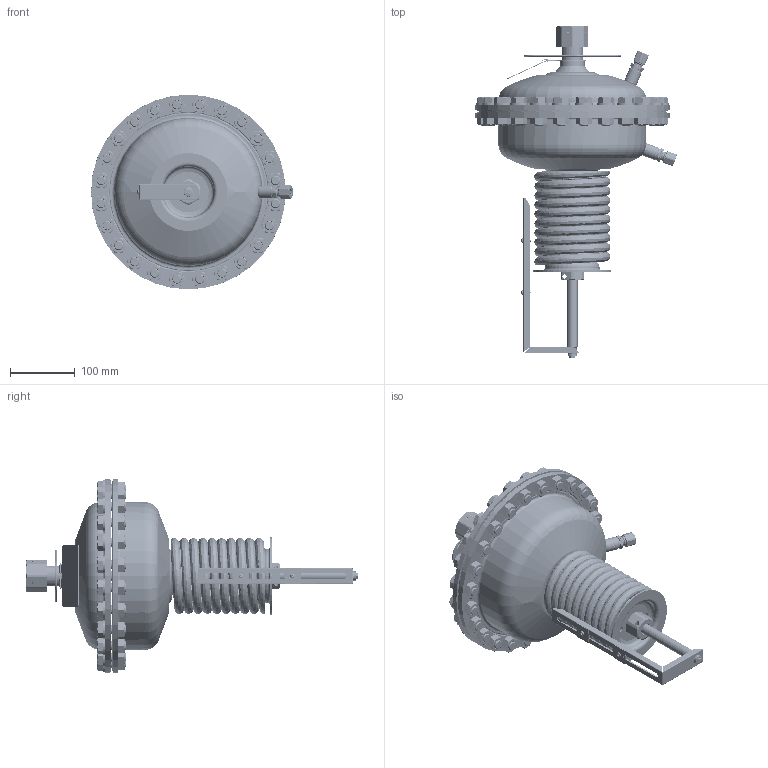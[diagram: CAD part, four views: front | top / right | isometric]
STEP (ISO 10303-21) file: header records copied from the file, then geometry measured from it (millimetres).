
FILE_DESCRIPTION((''),'2;1');
FILE_NAME('003G5700_AFPA2_320CM2_PN40_RED_ASM','2024-03-25T14:26:50',('U384264'),('Danfoss'),'CREO PARAMETRIC BY PTC INC, 2022124','CREO PARAMETRIC BY PTC INC, 2022124','');
FILE_SCHEMA(('CONFIG_CONTROL_DESIGN'));
Length unit declared in the file: millimetre
Products named in the file (45): 88670140_HOUSING320_PN40_IPLUS_AF1; 88673420_TUBE_FI38X10X_77_AFA_AF0; WELD_320_6MM_2_INST_AF1; WELD_320_6MM_INST_AF1; 88671680_PRESSURE_CONNECTOR_6MM_AF2; WELD_PRESS_CON_6MM_AF2; 88672140_COV_AFA_320_PN40_PLUS_ASM; 88670150_HOUSING320_PN40_MINUS_AF1; 88673410_TUBE_FI38X10X33_AF6; WELD_320_6MM_2_INST_AF2; WELD_320_6MM_INST_AF2; 88671680_PRESSURE_CONNECTOR_6MM; WELD_PRESS_CON_6MM; 88672150_COV_AFA_320_PN40_MINUS_ASM; 88673720_GASKET_PA_320_PN40; 88671050_SETTING_SPINDLE_AFA; 88671700_GUIDING_BUSH_PA; 88670330_SPRING_HOLDER_AFA2; 5221571; 88673140_I1; 88670310_SPRING_HOLDER_PA_AFA; 88671080_SETTING_NUT_AFA; 5521168; 5195021; 5454051; WALTER_CONNECTION; WALTER_PROFILE_RING; WALTER_CONNECTION_NUT; 8863078_ASM; 88630650_TUBE_CONN_2_0_DA_ASM; 88670600_CONNECTING_NUT_G1_1_4; 55511011; 51817300; FLAT_WASHER_DIN433_M14X2_5; HEX_NUT_DIN934_BN118_M14X1_5; 88673340_SCALE_COMPENSATOR_AFX; 8867345_SCALE_HOLDER_PA; 51817250; 8867348_SETTING_SCALE_PA; 88673470_SQUARE_NUT_HOLDER_PA ...
Assembly tree (120 placements, depth 4):
  003G5700_AFPA2_320CM2_PN40_RED_ASM
    88672140_COV_AFA_320_PN40_PLUS_ASM
      88670140_HOUSING320_PN40_IPLUS_AF1
      88673420_TUBE_FI38X10X_77_AFA_AF0
      WELD_320_6MM_2_INST_AF1
      WELD_320_6MM_INST_AF1
      88671680_PRESSURE_CONNECTOR_6MM_AF2
      WELD_PRESS_CON_6MM_AF2
    88672150_COV_AFA_320_PN40_MINUS_ASM
      88670150_HOUSING320_PN40_MINUS_AF1
      88673410_TUBE_FI38X10X33_AF6
      WELD_320_6MM_2_INST_AF2
      WELD_320_6MM_INST_AF2
      88671680_PRESSURE_CONNECTOR_6MM
      WELD_PRESS_CON_6MM
    88673720_GASKET_PA_320_PN40  x2
    88671050_SETTING_SPINDLE_AFA
    88671700_GUIDING_BUSH_PA
    88670330_SPRING_HOLDER_AFA2  x2
    5221571
    88673140_I1
    88670310_SPRING_HOLDER_PA_AFA
    88671080_SETTING_NUT_AFA
    5521168
    5195021
    5454051  x2
    88630650_TUBE_CONN_2_0_DA_ASM  x2
      8863078_ASM
        WALTER_CONNECTION
        WALTER_PROFILE_RING
        WALTER_CONNECTION_NUT
    88670600_CONNECTING_NUT_G1_1_4
    55511011
    51817300  x24
    FLAT_WASHER_DIN433_M14X2_5  x24
    HEX_NUT_DIN934_BN118_M14X1_5  x24
    88673340_SCALE_COMPENSATOR_AFX
    8867345_SCALE_HOLDER_PA
    51817250
    8867348_SETTING_SCALE_PA  x2
    88673470_SQUARE_NUT_HOLDER_PA  x2
    51817260_SCREW_BN33  x2
    88673820
    88673810_LABEL_PLATE_PA
    88670640_DISASSEMBLY_BRACKET_PA
Bounding box: 311.29 x 511.7 x 300 mm (x, y, z)
Volume: 2801072.2 mm3; surface area: 1064226.7 mm2
Topology: 135 solids, 176 shells, 3825 faces, 8965 edges, 5406 vertices
Faces by surface type: cylinder 1179, plane 1078, cone 964, torus 342, bspline 182, sphere 80
Entity records: 67482 total; most frequent: CARTESIAN_POINT 25568, DIRECTION 9109, ORIENTED_EDGE 8180, EDGE_CURVE 4124, AXIS2_PLACEMENT_3D 3876, VERTEX_POINT 2505, CIRCLE 2015, EDGE_LOOP 2013
